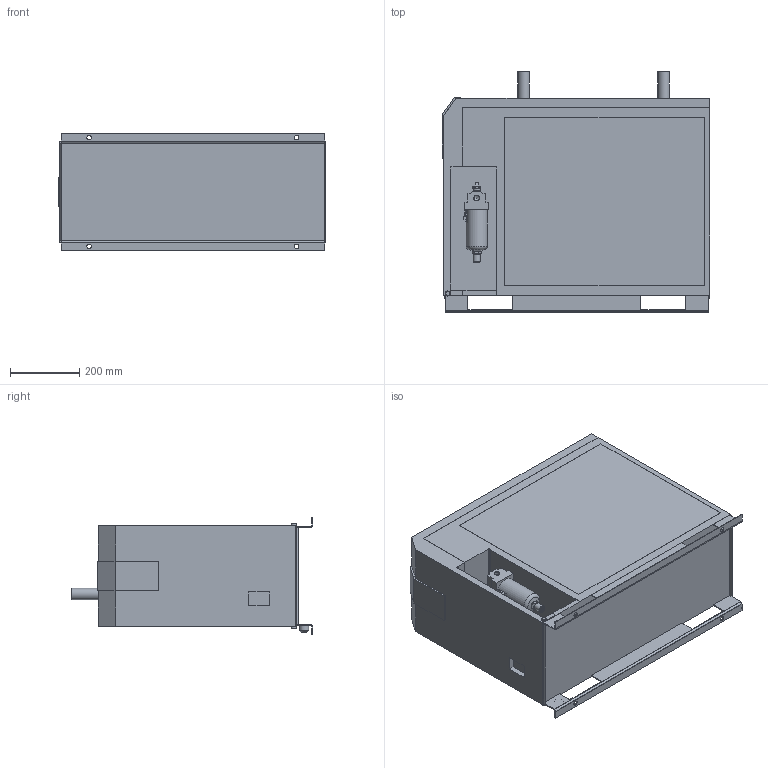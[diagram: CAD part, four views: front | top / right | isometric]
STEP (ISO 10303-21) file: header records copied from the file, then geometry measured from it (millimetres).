
FILE_DESCRIPTION(/* description */ ('IDFA22E-75E-Refrigerant R407C (HFC)/For Use in Europe, Asia, and Oceania'),/* implementation_level */ '2;1');
FILE_NAME(/* name */ 'IDFA22E-23-LR_XAT6009.stp',/* time_stamp */ '2018-05-02T15:26:52+10:00',/* author */ ('daud'),/* organization */ ('SMC'),/* preprocessor_version */ 'ST-DEVELOPER v16.13',/* originating_system */ 'Autodesk Inventor 2018',/* authorisation */ '');
FILE_SCHEMA (('AUTOMOTIVE_DESIGN { 1 0 10303 214 3 1 1 }'));
Length unit declared in the file: millimetre
Products named in the file (3): IDFA22E-23-LR(0); IDF22E-20-LR(0)_B; IDF22E(0)_ADRAIN
Assembly tree (2 placements, depth 2):
  IDFA22E-23-LR(0)
    IDF22E-20-LR(0)_B
    IDF22E(0)_ADRAIN
Bounding box: 775 x 698 x 340 mm (x, y, z)
Volume: 120105236.7 mm3; surface area: 2090918.6 mm2
Topology: 2 solids, 2 shells, 240 faces, 634 edges, 411 vertices
Faces by surface type: plane 178, cylinder 40, cone 20, torus 2
Full cylindrical faces by diameter (mm): 10 x1, 10.9 x2, 11.1 x1, 13 x4, 14.95 x1, 15 x1, 16.5 x1, 20 x2, 20.955 x1, 24.6 x1, 27 x1, 28 x1, 30 x1, 33.249 x2, 61.5 x1
Entity records: 7195 total; most frequent: CARTESIAN_POINT 1307, ORIENTED_EDGE 1172, DIRECTION 1163, EDGE_CURVE 586, LINE 453, VECTOR 453, VERTEX_POINT 399, AXIS2_PLACEMENT_3D 355
